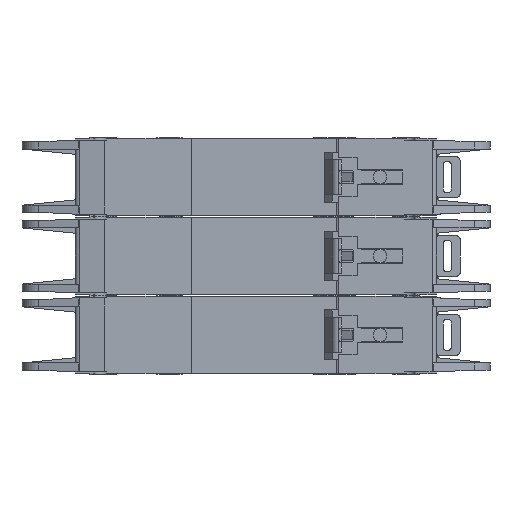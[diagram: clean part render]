
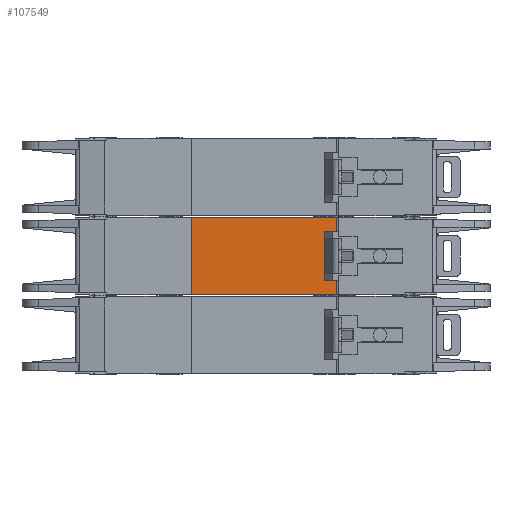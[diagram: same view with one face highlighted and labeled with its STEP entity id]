
A CAD part, front view. The second image highlights one B-rep face of the part: STEP entity #107549.
In plain terms, the highlighted planar face has unit normal (0, -1, 0).
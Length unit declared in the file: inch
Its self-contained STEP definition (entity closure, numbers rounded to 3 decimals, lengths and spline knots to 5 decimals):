
#204 = DIRECTION ( 'NONE',  ( 0., 0., -1. ) ) ;
#2739 = CARTESIAN_POINT ( 'NONE',  ( 2.28346, 0.21654, -0.34252 ) ) ;
#4808 = ORIENTED_EDGE ( 'NONE', *, *, #24693, .T. ) ;
#8104 = ORIENTED_EDGE ( 'NONE', *, *, #103572, .T. ) ;
#8900 = LINE ( 'NONE', #96415, #76393 ) ;
#13243 = VECTOR ( 'NONE', #70155, 39.37008 ) ;
#15250 = CARTESIAN_POINT ( 'NONE',  ( 2.28346, 0.21654, -0.34252 ) ) ;
#17801 = DIRECTION ( 'NONE',  ( 0., -1., 0. ) ) ;
#18798 = VECTOR ( 'NONE', #88235, 39.37008 ) ;
#19741 = CARTESIAN_POINT ( 'NONE',  ( 0.88583, 0.21654, -0.34252 ) ) ;
#20959 = EDGE_LOOP ( 'NONE', ( #69710, #31928, #4808, #8104 ) ) ;
#24693 = EDGE_CURVE ( 'NONE', #84859, #95392, #8900, .T. ) ;
#31928 = ORIENTED_EDGE ( 'NONE', *, *, #92811, .F. ) ;
#34051 = PLANE ( 'NONE',  #95403 ) ;
#34794 = CARTESIAN_POINT ( 'NONE',  ( 0.72473, 0.21654, 0.34252 ) ) ;
#38202 = VECTOR ( 'NONE', #45738, 39.37008 ) ;
#45738 = DIRECTION ( 'NONE',  ( 0., 0., 1. ) ) ;
#53535 = CARTESIAN_POINT ( 'NONE',  ( 2.28346, 0.21654, 0.34252 ) ) ;
#55055 = EDGE_CURVE ( 'NONE', #104090, #113421, #96779, .T. ) ;
#61274 = CARTESIAN_POINT ( 'NONE',  ( 2.28346, 0.21654, -0.15748 ) ) ;
#69023 = LINE ( 'NONE', #34794, #13243 ) ;
#69710 = ORIENTED_EDGE ( 'NONE', *, *, #55055, .T. ) ;
#70155 = DIRECTION ( 'NONE',  ( 1., 0., 0. ) ) ;
#76393 = VECTOR ( 'NONE', #204, 39.37008 ) ;
#78083 = FACE_OUTER_BOUND ( 'NONE', #20959, .T. ) ;
#84859 = VERTEX_POINT ( 'NONE', #99955 ) ;
#87949 = DIRECTION ( 'NONE',  ( 0., 0., -1. ) ) ;
#88092 = CARTESIAN_POINT ( 'NONE',  ( 2.28346, 0.21654, -0.15748 ) ) ;
#88235 = DIRECTION ( 'NONE',  ( 1., 0., 0. ) ) ;
#92811 = EDGE_CURVE ( 'NONE', #84859, #113421, #69023, .T. ) ;
#95224 = LINE ( 'NONE', #15250, #18798 ) ;
#95392 = VERTEX_POINT ( 'NONE', #19741 ) ;
#95403 = AXIS2_PLACEMENT_3D ( 'NONE', #61274, #17801, #87949 ) ;
#96415 = CARTESIAN_POINT ( 'NONE',  ( 0.88583, 0.21654, -0.15748 ) ) ;
#96779 = LINE ( 'NONE', #88092, #38202 ) ;
#99955 = CARTESIAN_POINT ( 'NONE',  ( 0.88583, 0.21654, 0.34252 ) ) ;
#103572 = EDGE_CURVE ( 'NONE', #95392, #104090, #95224, .T. ) ;
#104090 = VERTEX_POINT ( 'NONE', #2739 ) ;
#107549 = ADVANCED_FACE ( 'NONE', ( #78083 ), #34051, .T. ) ;
#113421 = VERTEX_POINT ( 'NONE', #53535 ) ;
